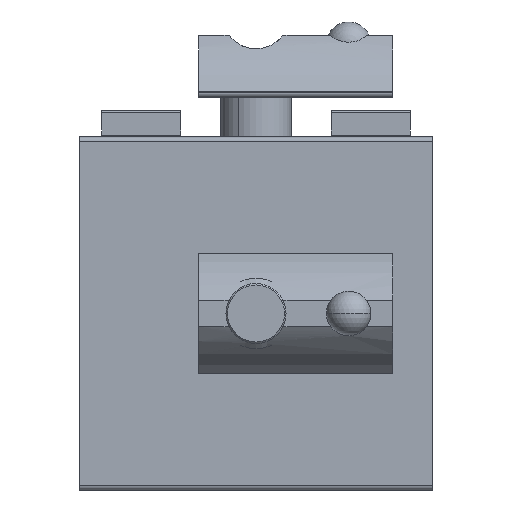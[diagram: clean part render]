
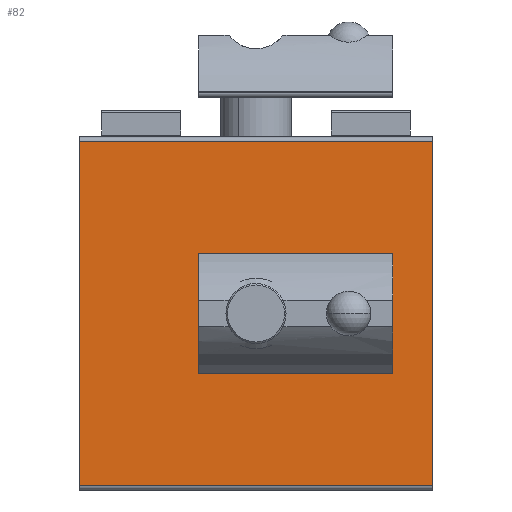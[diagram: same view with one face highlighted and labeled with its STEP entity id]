
A CAD part, front view. The second image highlights one B-rep face of the part: STEP entity #82.
In plain terms, the highlighted planar face has unit normal (0, -1, 0).
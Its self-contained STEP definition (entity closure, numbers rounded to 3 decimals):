
#23 = CARTESIAN_POINT ( 'NONE',  ( 20., 0., 39.5 ) ) ;
#25 = VERTEX_POINT ( 'NONE', #465 ) ;
#82 = ADVANCED_FACE ( 'NONE', ( #1812, #1178 ), #507, .F. ) ;
#103 = DIRECTION ( 'NONE',  ( 0., 0., 1. ) ) ;
#274 = VERTEX_POINT ( 'NONE', #2502 ) ;
#293 = EDGE_LOOP ( 'NONE', ( #2167, #1810 ) ) ;
#424 = VERTEX_POINT ( 'NONE', #23 ) ;
#433 = DIRECTION ( 'NONE',  ( 0., 0., -1. ) ) ;
#455 = AXIS2_PLACEMENT_3D ( 'NONE', #506, #1362, #2009 ) ;
#465 = CARTESIAN_POINT ( 'NONE',  ( 20., 0., 0.5 ) ) ;
#501 = LINE ( 'NONE', #2666, #1594 ) ;
#506 = CARTESIAN_POINT ( 'NONE',  ( 0., 0., 20. ) ) ;
#507 = PLANE ( 'NONE',  #2091 ) ;
#526 = EDGE_CURVE ( 'NONE', #2764, #1335, #501, .T. ) ;
#570 = CARTESIAN_POINT ( 'NONE',  ( 0., 0., 15.5 ) ) ;
#588 = ORIENTED_EDGE ( 'NONE', *, *, #1515, .F. ) ;
#635 = LINE ( 'NONE', #1033, #1675 ) ;
#720 = DIRECTION ( 'NONE',  ( 0., 1., 0. ) ) ;
#737 = CARTESIAN_POINT ( 'NONE',  ( 20., 0., 39.5 ) ) ;
#744 = CARTESIAN_POINT ( 'NONE',  ( -20., 0., 39.5 ) ) ;
#772 = CIRCLE ( 'NONE', #455, 4.5 ) ;
#830 = CARTESIAN_POINT ( 'NONE',  ( 20., 0., 39.5 ) ) ;
#848 = CARTESIAN_POINT ( 'NONE',  ( 0., 0., 20. ) ) ;
#928 = CARTESIAN_POINT ( 'NONE',  ( 20., 0., 0.5 ) ) ;
#1033 = CARTESIAN_POINT ( 'NONE',  ( 20., 0., 39.5 ) ) ;
#1178 = FACE_OUTER_BOUND ( 'NONE', #1221, .T. ) ;
#1221 = EDGE_LOOP ( 'NONE', ( #1980, #1704, #588, #1736 ) ) ;
#1260 = DIRECTION ( 'NONE',  ( 0., 0., -1. ) ) ;
#1335 = VERTEX_POINT ( 'NONE', #1871 ) ;
#1346 = DIRECTION ( 'NONE',  ( 0., 0., -1. ) ) ;
#1362 = DIRECTION ( 'NONE',  ( 0., -1., 0. ) ) ;
#1432 = EDGE_CURVE ( 'NONE', #424, #2764, #635, .T. ) ;
#1497 = VECTOR ( 'NONE', #433, 1000. ) ;
#1515 = EDGE_CURVE ( 'NONE', #424, #25, #2378, .T. ) ;
#1594 = VECTOR ( 'NONE', #1346, 1000. ) ;
#1631 = EDGE_CURVE ( 'NONE', #2263, #274, #2621, .T. ) ;
#1675 = VECTOR ( 'NONE', #1739, 1000. ) ;
#1704 = ORIENTED_EDGE ( 'NONE', *, *, #2722, .F. ) ;
#1736 = ORIENTED_EDGE ( 'NONE', *, *, #1432, .T. ) ;
#1739 = DIRECTION ( 'NONE',  ( -1., 0., 0. ) ) ;
#1794 = EDGE_CURVE ( 'NONE', #274, #2263, #772, .T. ) ;
#1810 = ORIENTED_EDGE ( 'NONE', *, *, #1794, .F. ) ;
#1812 = FACE_BOUND ( 'NONE', #293, .T. ) ;
#1871 = CARTESIAN_POINT ( 'NONE',  ( -20., 0., 0.5 ) ) ;
#1894 = DIRECTION ( 'NONE',  ( 0., -1., 0. ) ) ;
#1980 = ORIENTED_EDGE ( 'NONE', *, *, #526, .T. ) ;
#2002 = LINE ( 'NONE', #928, #2281 ) ;
#2009 = DIRECTION ( 'NONE',  ( 0., 0., -1. ) ) ;
#2039 = AXIS2_PLACEMENT_3D ( 'NONE', #848, #1894, #1260 ) ;
#2091 = AXIS2_PLACEMENT_3D ( 'NONE', #737, #720, #103 ) ;
#2167 = ORIENTED_EDGE ( 'NONE', *, *, #1631, .F. ) ;
#2263 = VERTEX_POINT ( 'NONE', #570 ) ;
#2281 = VECTOR ( 'NONE', #2453, 1000. ) ;
#2378 = LINE ( 'NONE', #830, #1497 ) ;
#2453 = DIRECTION ( 'NONE',  ( -1., 0., 0. ) ) ;
#2502 = CARTESIAN_POINT ( 'NONE',  ( 0., 0., 24.5 ) ) ;
#2621 = CIRCLE ( 'NONE', #2039, 4.5 ) ;
#2666 = CARTESIAN_POINT ( 'NONE',  ( -20., 0., 39.5 ) ) ;
#2722 = EDGE_CURVE ( 'NONE', #25, #1335, #2002, .T. ) ;
#2764 = VERTEX_POINT ( 'NONE', #744 ) ;
